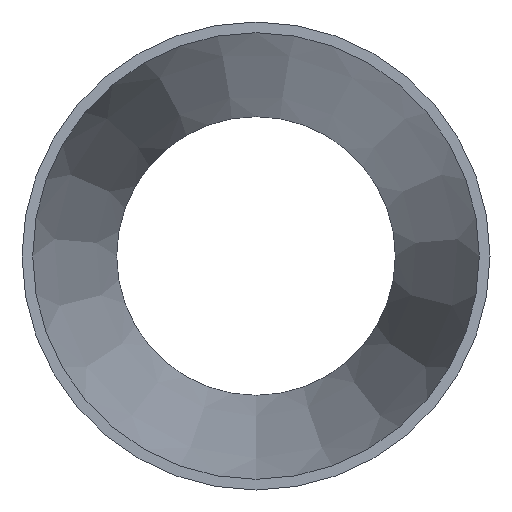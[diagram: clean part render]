
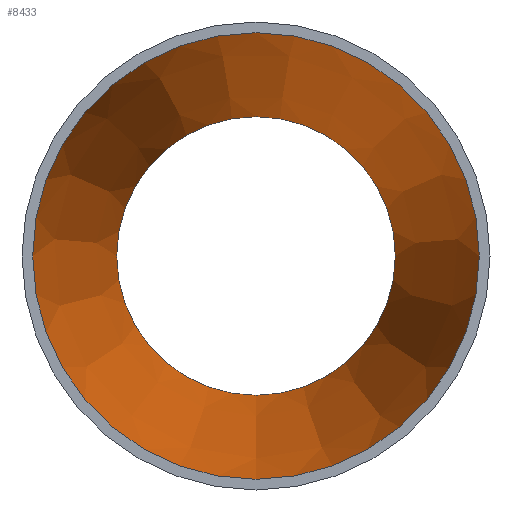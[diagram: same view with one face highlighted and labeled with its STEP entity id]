
A CAD part, front view. The second image highlights one B-rep face of the part: STEP entity #8433.
In plain terms, the highlighted conical face has half-angle 10.05 degrees and reference radius 42.419 mm.
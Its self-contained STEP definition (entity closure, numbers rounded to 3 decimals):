
#1031 = AXIS2_PLACEMENT_3D ( 'NONE', #15492, #19907, #8144 ) ;
#1463 = ORIENTED_EDGE ( 'NONE', *, *, #17481, .F. ) ;
#4273 = CONICAL_SURFACE ( 'NONE', #17436, 42.419, 0.175 ) ;
#6904 = ORIENTED_EDGE ( 'NONE', *, *, #7754, .T. ) ;
#6926 = DIRECTION ( 'NONE',  ( 0., 0., -1. ) ) ;
#7084 = CARTESIAN_POINT ( 'NONE',  ( 0., 0., 0. ) ) ;
#7754 = EDGE_CURVE ( 'NONE', #19471, #19471, #24093, .T. ) ;
#8144 = DIRECTION ( 'NONE',  ( 0., 0., -1. ) ) ;
#8433 = ADVANCED_FACE ( 'NONE', ( #18136, #11362 ), #4273, .F. ) ;
#9692 = EDGE_LOOP ( 'NONE', ( #1463 ) ) ;
#11362 = FACE_OUTER_BOUND ( 'NONE', #26473, .T. ) ;
#11364 = CIRCLE ( 'NONE', #1031, 26.469 ) ;
#13259 = DIRECTION ( 'NONE',  ( 0., -1., 0. ) ) ;
#14758 = VERTEX_POINT ( 'NONE', #28784 ) ;
#15492 = CARTESIAN_POINT ( 'NONE',  ( 0., 90., 0. ) ) ;
#17436 = AXIS2_PLACEMENT_3D ( 'NONE', #7084, #28672, #27136 ) ;
#17481 = EDGE_CURVE ( 'NONE', #14758, #14758, #11364, .T. ) ;
#18136 = FACE_BOUND ( 'NONE', #9692, .T. ) ;
#19471 = VERTEX_POINT ( 'NONE', #19901 ) ;
#19836 = AXIS2_PLACEMENT_3D ( 'NONE', #26850, #13259, #6926 ) ;
#19901 = CARTESIAN_POINT ( 'NONE',  ( 0., 0., -42.419 ) ) ;
#19907 = DIRECTION ( 'NONE',  ( 0., -1., 0. ) ) ;
#24093 = CIRCLE ( 'NONE', #19836, 42.419 ) ;
#26473 = EDGE_LOOP ( 'NONE', ( #6904 ) ) ;
#26850 = CARTESIAN_POINT ( 'NONE',  ( 0., 0., 0. ) ) ;
#27136 = DIRECTION ( 'NONE',  ( 0., 0., -1. ) ) ;
#28672 = DIRECTION ( 'NONE',  ( 0., -1., 0. ) ) ;
#28784 = CARTESIAN_POINT ( 'NONE',  ( 0., 90., -26.469 ) ) ;
